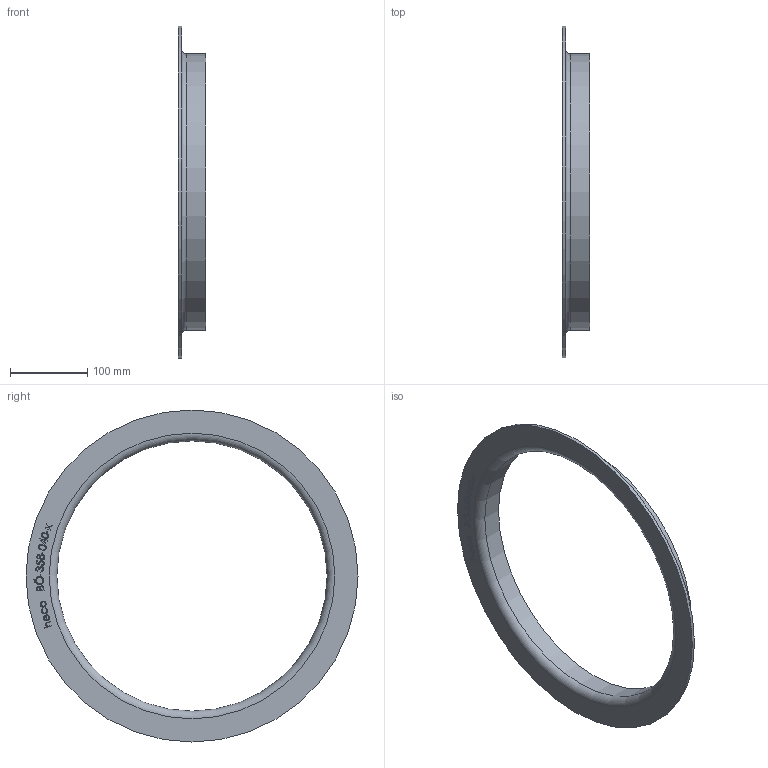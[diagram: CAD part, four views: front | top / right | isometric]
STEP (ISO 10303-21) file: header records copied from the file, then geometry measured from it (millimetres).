
FILE_DESCRIPTION (( 'STEP AP214' ), '1' );
FILE_NAME ('BÖ-358-040-x Vorschweissbördel 2012.STEP', '2020-12-09T09:40:45', ( '' ), ( '' ), 'SwSTEP 2.0', 'SolidWorks 2019', '' );
FILE_SCHEMA (( 'AUTOMOTIVE_DESIGN' ));
Length unit declared in the file: millimetre
Products named in the file (1): BÖ-358-040-x Vorschweissbördel 2012
Bounding box: 35 x 430 x 430 mm (x, y, z)
Volume: 318783.8 mm3; surface area: 169239.7 mm2
Topology: 1 solids, 1 shells, 221 faces, 568 edges, 378 vertices
Faces by surface type: bspline 117, plane 99, cylinder 3, torus 2
Full cylindrical faces by diameter (mm): 350 x1, 358 x1, 430 x1
Entity records: 15486 total; most frequent: CARTESIAN_POINT 8648, ORIENTED_EDGE 1126, EDGE_CURVE 563, DIRECTION 547, VERTEX_POINT 378, VECTOR 321, LINE 321, EDGE_LOOP 257
